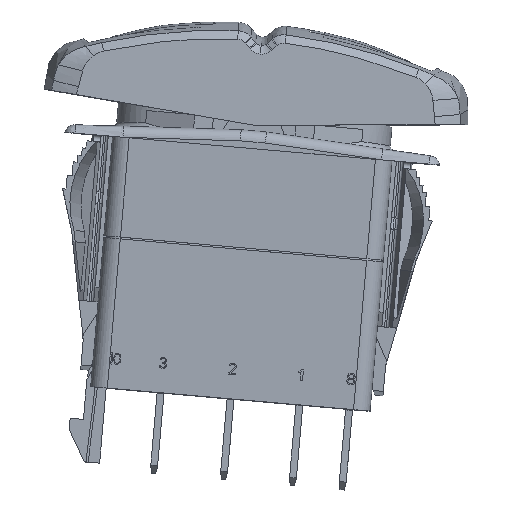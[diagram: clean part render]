
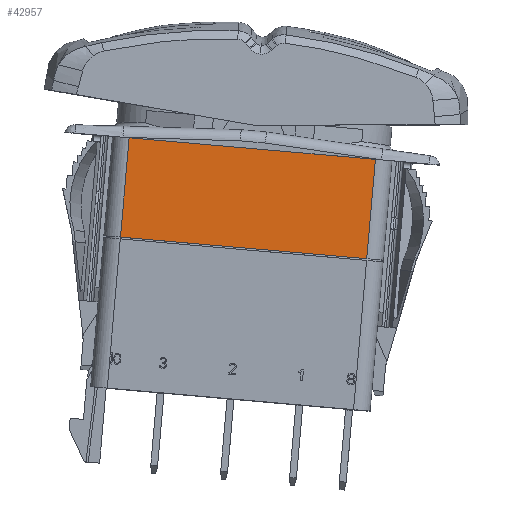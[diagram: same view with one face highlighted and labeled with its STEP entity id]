
A CAD part, top view. The second image highlights one B-rep face of the part: STEP entity #42957.
In plain terms, the highlighted planar face has unit normal (0, 0, 1).
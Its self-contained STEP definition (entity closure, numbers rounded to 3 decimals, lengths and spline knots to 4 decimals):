
#3773=DIRECTION('',(0.996,-0.087,0.));
#3774=VECTOR('',#3773,1.116);
#3775=CARTESIAN_POINT('',(-0.5768,-0.0539,0.41));
#3776=LINE('',#3775,#3774);
#12462=DIRECTION('',(-0.087,-0.996,0.));
#12463=VECTOR('',#12462,0.45);
#12464=CARTESIAN_POINT('',(-0.5768,-0.0539,0.41));
#12465=LINE('',#12464,#12463);
#12480=DIRECTION('',(0.996,-0.087,0.));
#12481=VECTOR('',#12480,1.116);
#12482=CARTESIAN_POINT('',(-0.616,-0.5022,0.41));
#12483=LINE('',#12482,#12481);
#12484=DIRECTION('',(0.087,0.996,0.));
#12485=VECTOR('',#12484,0.45);
#12486=CARTESIAN_POINT('',(0.4957,-0.5994,0.41));
#12487=LINE('',#12486,#12485);
#16822=CARTESIAN_POINT('',(0.4957,-0.5994,0.41));
#16823=CARTESIAN_POINT('',(0.535,-0.1511,0.41));
#16824=VERTEX_POINT('',#16822);
#16825=VERTEX_POINT('',#16823);
#16830=CARTESIAN_POINT('',(-0.5768,-0.0539,0.41));
#16831=CARTESIAN_POINT('',(-0.616,-0.5022,0.41));
#16832=VERTEX_POINT('',#16830);
#16833=VERTEX_POINT('',#16831);
#42945=CARTESIAN_POINT('',(-0.0209,-0.1025,0.41));
#42946=DIRECTION('',(0.,0.,1.));
#42947=DIRECTION('',(0.996,-0.087,0.));
#42948=AXIS2_PLACEMENT_3D('',#42945,#42946,#42947);
#42949=PLANE('',#42948);
#42951=ORIENTED_EDGE('',*,*,#42950,.F.);
#42952=ORIENTED_EDGE('',*,*,#42514,.F.);
#42953=ORIENTED_EDGE('',*,*,#42937,.F.);
#42954=ORIENTED_EDGE('',*,*,#27055,.T.);
#42955=EDGE_LOOP('',(#42951,#42952,#42953,#42954));
#42956=FACE_OUTER_BOUND('',#42955,.F.);
#27055=EDGE_CURVE('',#16832,#16825,#3776,.T.);
#42514=EDGE_CURVE('',#16833,#16824,#12483,.T.);
#42937=EDGE_CURVE('',#16832,#16833,#12465,.T.);
#42950=EDGE_CURVE('',#16824,#16825,#12487,.T.);
#42957=ADVANCED_FACE('',(#42956),#42949,.T.);
